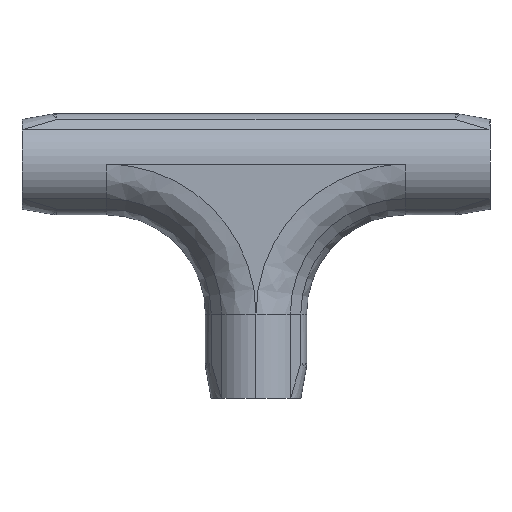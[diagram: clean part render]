
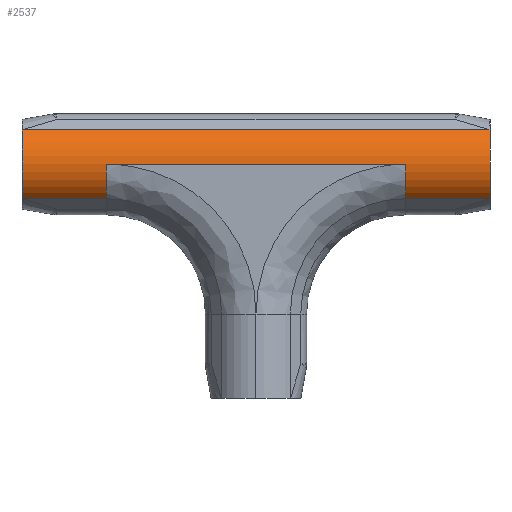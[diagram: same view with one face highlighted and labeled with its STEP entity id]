
A CAD part, front view. The second image highlights one B-rep face of the part: STEP entity #2537.
In plain terms, the highlighted cylindrical face has radius 9.05 mm (diameter 18.1 mm), a partial arc.
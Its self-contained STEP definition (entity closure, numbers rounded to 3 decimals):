
#36 = CIRCLE ( 'NONE', #863, 9.05 ) ;
#122 = VECTOR ( 'NONE', #1167, 1000. ) ;
#145 = DIRECTION ( 'NONE',  ( -1., 0., 0. ) ) ;
#221 = CARTESIAN_POINT ( 'NONE',  ( 164.66, 49.211, -126.916 ) ) ;
#292 = CARTESIAN_POINT ( 'NONE',  ( 87.26, 49.211, -126.916 ) ) ;
#315 = DIRECTION ( 'NONE',  ( 1., 0., 0. ) ) ;
#330 = CARTESIAN_POINT ( 'NONE',  ( 128.21, 40.161, -126.916 ) ) ;
#341 = DIRECTION ( 'NONE',  ( 0., 0., 1. ) ) ;
#463 = EDGE_CURVE ( 'NONE', #1965, #620, #4384, .T. ) ;
#500 = ORIENTED_EDGE ( 'NONE', *, *, #1594, .T. ) ;
#572 = CARTESIAN_POINT ( 'NONE',  ( 70.26, 49.211, -126.916 ) ) ;
#578 = ORIENTED_EDGE ( 'NONE', *, *, #4255, .T. ) ;
#608 = DIRECTION ( 'NONE',  ( -1., 0., 0. ) ) ;
#620 = VERTEX_POINT ( 'NONE', #2760 ) ;
#646 = DIRECTION ( 'NONE',  ( 0., 0., 1. ) ) ;
#647 = EDGE_CURVE ( 'NONE', #1181, #2440, #4266, .T. ) ;
#664 = VECTOR ( 'NONE', #315, 1000. ) ;
#730 = ORIENTED_EDGE ( 'NONE', *, *, #3215, .T. ) ;
#783 = EDGE_LOOP ( 'NONE', ( #892, #578, #1761, #730, #3008, #1698, #500, #3713 ) ) ;
#789 = CIRCLE ( 'NONE', #2721, 9.05 ) ;
#791 = CARTESIAN_POINT ( 'NONE',  ( 87.26, 43.394, -133.849 ) ) ;
#804 = CARTESIAN_POINT ( 'NONE',  ( 147.66, 49.211, -126.916 ) ) ;
#806 = CARTESIAN_POINT ( 'NONE',  ( 147.66, 40.161, -126.916 ) ) ;
#857 = DIRECTION ( 'NONE',  ( 1., 0., 0. ) ) ;
#863 = AXIS2_PLACEMENT_3D ( 'NONE', #804, #3253, #1168 ) ;
#892 = ORIENTED_EDGE ( 'NONE', *, *, #463, .T. ) ;
#906 = AXIS2_PLACEMENT_3D ( 'NONE', #572, #857, #2957 ) ;
#989 = VECTOR ( 'NONE', #608, 1000. ) ;
#1122 = EDGE_CURVE ( 'NONE', #2943, #1965, #3669, .T. ) ;
#1143 = CARTESIAN_POINT ( 'NONE',  ( 164.66, 43.394, -119.984 ) ) ;
#1167 = DIRECTION ( 'NONE',  ( 1., 0., 0. ) ) ;
#1168 = DIRECTION ( 'NONE',  ( 0., 0., 1. ) ) ;
#1181 = VERTEX_POINT ( 'NONE', #2826 ) ;
#1329 = CARTESIAN_POINT ( 'NONE',  ( 128.21, 49.211, -126.916 ) ) ;
#1594 = EDGE_CURVE ( 'NONE', #2440, #2943, #789, .T. ) ;
#1608 = CARTESIAN_POINT ( 'NONE',  ( 164.66, 43.394, -133.849 ) ) ;
#1661 = DIRECTION ( 'NONE',  ( 1., 0., 0. ) ) ;
#1698 = ORIENTED_EDGE ( 'NONE', *, *, #647, .T. ) ;
#1761 = ORIENTED_EDGE ( 'NONE', *, *, #3407, .T. ) ;
#1959 = CARTESIAN_POINT ( 'NONE',  ( 87.26, 40.161, -126.916 ) ) ;
#1965 = VERTEX_POINT ( 'NONE', #2562 ) ;
#1976 = VERTEX_POINT ( 'NONE', #791 ) ;
#2012 = EDGE_CURVE ( 'NONE', #3882, #1181, #36, .T. ) ;
#2215 = VECTOR ( 'NONE', #1661, 1000. ) ;
#2296 = AXIS2_PLACEMENT_3D ( 'NONE', #1329, #3477, #341 ) ;
#2313 = FACE_OUTER_BOUND ( 'NONE', #783, .T. ) ;
#2335 = LINE ( 'NONE', #330, #2215 ) ;
#2421 = AXIS2_PLACEMENT_3D ( 'NONE', #292, #2747, #646 ) ;
#2440 = VERTEX_POINT ( 'NONE', #1608 ) ;
#2457 = CYLINDRICAL_SURFACE ( 'NONE', #2296, 9.05 ) ;
#2537 = ADVANCED_FACE ( 'NONE', ( #2313 ), #2457, .T. ) ;
#2562 = CARTESIAN_POINT ( 'NONE',  ( 70.26, 43.394, -119.984 ) ) ;
#2721 = AXIS2_PLACEMENT_3D ( 'NONE', #221, #145, #3708 ) ;
#2747 = DIRECTION ( 'NONE',  ( -1., 0., 0. ) ) ;
#2760 = CARTESIAN_POINT ( 'NONE',  ( 70.26, 43.394, -133.849 ) ) ;
#2826 = CARTESIAN_POINT ( 'NONE',  ( 147.66, 43.394, -133.849 ) ) ;
#2943 = VERTEX_POINT ( 'NONE', #1143 ) ;
#2957 = DIRECTION ( 'NONE',  ( 0., 0., 1. ) ) ;
#3008 = ORIENTED_EDGE ( 'NONE', *, *, #2012, .T. ) ;
#3215 = EDGE_CURVE ( 'NONE', #3693, #3882, #2335, .T. ) ;
#3252 = CARTESIAN_POINT ( 'NONE',  ( 128.21, 43.394, -133.849 ) ) ;
#3253 = DIRECTION ( 'NONE',  ( 1., 0., 0. ) ) ;
#3407 = EDGE_CURVE ( 'NONE', #1976, #3693, #4193, .T. ) ;
#3477 = DIRECTION ( 'NONE',  ( -1., 0., 0. ) ) ;
#3669 = LINE ( 'NONE', #4516, #989 ) ;
#3693 = VERTEX_POINT ( 'NONE', #1959 ) ;
#3708 = DIRECTION ( 'NONE',  ( 0., 0., -1. ) ) ;
#3713 = ORIENTED_EDGE ( 'NONE', *, *, #1122, .T. ) ;
#3836 = LINE ( 'NONE', #3252, #122 ) ;
#3882 = VERTEX_POINT ( 'NONE', #806 ) ;
#4193 = CIRCLE ( 'NONE', #2421, 9.05 ) ;
#4255 = EDGE_CURVE ( 'NONE', #620, #1976, #3836, .T. ) ;
#4266 = LINE ( 'NONE', #4401, #664 ) ;
#4384 = CIRCLE ( 'NONE', #906, 9.05 ) ;
#4401 = CARTESIAN_POINT ( 'NONE',  ( 128.21, 43.394, -133.849 ) ) ;
#4516 = CARTESIAN_POINT ( 'NONE',  ( 128.21, 43.394, -119.984 ) ) ;
